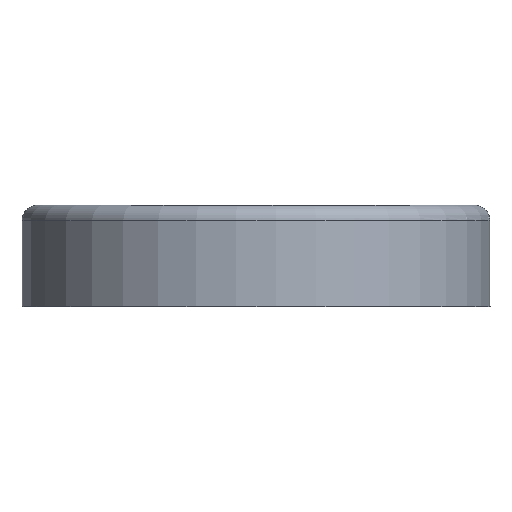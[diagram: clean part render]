
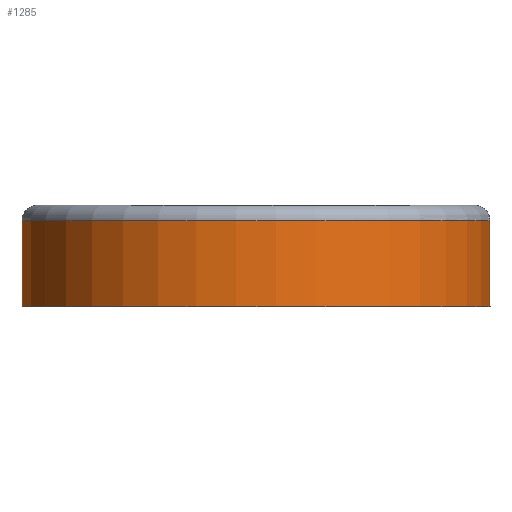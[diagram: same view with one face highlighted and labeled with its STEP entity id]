
A CAD part, left-side view. The second image highlights one B-rep face of the part: STEP entity #1285.
In plain terms, the highlighted cylindrical face has radius 15 mm (diameter 30 mm), a partial arc.
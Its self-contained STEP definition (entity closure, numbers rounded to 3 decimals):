
#105 = TOROIDAL_SURFACE('',#106,14.,1.);
#106 = AXIS2_PLACEMENT_3D('',#107,#108,#109);
#107 = CARTESIAN_POINT('',(-15.,-4.,5.5));
#108 = DIRECTION('',(-0.,-0.,-1.));
#109 = DIRECTION('',(0.395,-0.919,0.));
#456 = VERTEX_POINT('',#457);
#457 = CARTESIAN_POINT('',(-9.081,9.783,5.5));
#491 = PLANE('',#492);
#492 = AXIS2_PLACEMENT_3D('',#493,#494,#495);
#493 = CARTESIAN_POINT('',(8.266,3.,0.));
#494 = DIRECTION('',(0.364,0.931,0.));
#495 = DIRECTION('',(0.,0.,1.));
#571 = VERTEX_POINT('',#572);
#572 = CARTESIAN_POINT('',(-9.081,-17.783,5.5));
#594 = EDGE_CURVE('',#571,#456,#595,.T.);
#595 = SURFACE_CURVE('',#596,(#601,#608),.PCURVE_S1.);
#596 = CIRCLE('',#597,15.);
#597 = AXIS2_PLACEMENT_3D('',#598,#599,#600);
#598 = CARTESIAN_POINT('',(-15.,-4.,5.5));
#599 = DIRECTION('',(0.,-0.,-1.));
#600 = DIRECTION('',(0.395,-0.919,0.));
#601 = PCURVE('',#105,#602);
#602 = DEFINITIONAL_REPRESENTATION('',(#603),#607);
#603 = LINE('',#604,#605);
#604 = CARTESIAN_POINT('',(0.,6.283));
#605 = VECTOR('',#606,1.);
#606 = DIRECTION('',(1.,0.));
#607 = ( GEOMETRIC_REPRESENTATION_CONTEXT(2) 
PARAMETRIC_REPRESENTATION_CONTEXT() REPRESENTATION_CONTEXT('2D SPACE',''
  ) );
#608 = PCURVE('',#609,#614);
#609 = CYLINDRICAL_SURFACE('',#610,15.);
#610 = AXIS2_PLACEMENT_3D('',#611,#612,#613);
#611 = CARTESIAN_POINT('',(-15.,-4.,0.));
#612 = DIRECTION('',(-0.,-0.,-1.));
#613 = DIRECTION('',(1.,0.,0.));
#614 = DEFINITIONAL_REPRESENTATION('',(#615),#619);
#615 = LINE('',#616,#617);
#616 = CARTESIAN_POINT('',(-5.118,-5.5));
#617 = VECTOR('',#618,1.);
#618 = DIRECTION('',(1.,-0.));
#619 = ( GEOMETRIC_REPRESENTATION_CONTEXT(2) 
PARAMETRIC_REPRESENTATION_CONTEXT() REPRESENTATION_CONTEXT('2D SPACE',''
  ) );
#771 = PLANE('',#772);
#772 = AXIS2_PLACEMENT_3D('',#773,#774,#775);
#773 = CARTESIAN_POINT('',(8.266,-11.,0.));
#774 = DIRECTION('',(-0.364,0.931,0.));
#775 = DIRECTION('',(0.,0.,1.));
#1203 = PLANE('',#1204);
#1204 = AXIS2_PLACEMENT_3D('',#1205,#1206,#1207);
#1205 = CARTESIAN_POINT('',(1.565,-4.,0.));
#1206 = DIRECTION('',(0.,0.,1.));
#1207 = DIRECTION('',(1.,0.,0.));
#1240 = EDGE_CURVE('',#1241,#456,#1243,.T.);
#1241 = VERTEX_POINT('',#1242);
#1242 = CARTESIAN_POINT('',(-9.081,9.783,0.));
#1243 = SURFACE_CURVE('',#1244,(#1248,#1255),.PCURVE_S1.);
#1244 = LINE('',#1245,#1246);
#1245 = CARTESIAN_POINT('',(-9.081,9.783,0.));
#1246 = VECTOR('',#1247,1.);
#1247 = DIRECTION('',(0.,0.,1.));
#1248 = PCURVE('',#491,#1249);
#1249 = DEFINITIONAL_REPRESENTATION('',(#1250),#1254);
#1250 = LINE('',#1251,#1252);
#1251 = CARTESIAN_POINT('',(0.,-18.627));
#1252 = VECTOR('',#1253,1.);
#1253 = DIRECTION('',(1.,0.));
#1254 = ( GEOMETRIC_REPRESENTATION_CONTEXT(2) 
PARAMETRIC_REPRESENTATION_CONTEXT() REPRESENTATION_CONTEXT('2D SPACE',''
  ) );
#1255 = PCURVE('',#609,#1256);
#1256 = DEFINITIONAL_REPRESENTATION('',(#1257),#1261);
#1257 = LINE('',#1258,#1259);
#1258 = CARTESIAN_POINT('',(-1.165,0.));
#1259 = VECTOR('',#1260,1.);
#1260 = DIRECTION('',(-0.,-1.));
#1261 = ( GEOMETRIC_REPRESENTATION_CONTEXT(2) 
PARAMETRIC_REPRESENTATION_CONTEXT() REPRESENTATION_CONTEXT('2D SPACE',''
  ) );
#1285 = ADVANCED_FACE('',(#1286),#609,.T.);
#1286 = FACE_BOUND('',#1287,.F.);
#1287 = EDGE_LOOP('',(#1288,#1289,#1290,#1313));
#1288 = ORIENTED_EDGE('',*,*,#1240,.T.);
#1289 = ORIENTED_EDGE('',*,*,#594,.F.);
#1290 = ORIENTED_EDGE('',*,*,#1291,.F.);
#1291 = EDGE_CURVE('',#1292,#571,#1294,.T.);
#1292 = VERTEX_POINT('',#1293);
#1293 = CARTESIAN_POINT('',(-9.081,-17.783,0.));
#1294 = SURFACE_CURVE('',#1295,(#1299,#1306),.PCURVE_S1.);
#1295 = LINE('',#1296,#1297);
#1296 = CARTESIAN_POINT('',(-9.081,-17.783,0.));
#1297 = VECTOR('',#1298,1.);
#1298 = DIRECTION('',(0.,0.,1.));
#1299 = PCURVE('',#609,#1300);
#1300 = DEFINITIONAL_REPRESENTATION('',(#1301),#1305);
#1301 = LINE('',#1302,#1303);
#1302 = CARTESIAN_POINT('',(-5.118,0.));
#1303 = VECTOR('',#1304,1.);
#1304 = DIRECTION('',(-0.,-1.));
#1305 = ( GEOMETRIC_REPRESENTATION_CONTEXT(2) 
PARAMETRIC_REPRESENTATION_CONTEXT() REPRESENTATION_CONTEXT('2D SPACE',''
  ) );
#1306 = PCURVE('',#771,#1307);
#1307 = DEFINITIONAL_REPRESENTATION('',(#1308),#1312);
#1308 = LINE('',#1309,#1310);
#1309 = CARTESIAN_POINT('',(0.,-18.627));
#1310 = VECTOR('',#1311,1.);
#1311 = DIRECTION('',(1.,0.));
#1312 = ( GEOMETRIC_REPRESENTATION_CONTEXT(2) 
PARAMETRIC_REPRESENTATION_CONTEXT() REPRESENTATION_CONTEXT('2D SPACE',''
  ) );
#1313 = ORIENTED_EDGE('',*,*,#1314,.F.);
#1314 = EDGE_CURVE('',#1241,#1292,#1315,.T.);
#1315 = SURFACE_CURVE('',#1316,(#1321,#1328),.PCURVE_S1.);
#1316 = CIRCLE('',#1317,15.);
#1317 = AXIS2_PLACEMENT_3D('',#1318,#1319,#1320);
#1318 = CARTESIAN_POINT('',(-15.,-4.,0.));
#1319 = DIRECTION('',(0.,0.,1.));
#1320 = DIRECTION('',(1.,0.,0.));
#1321 = PCURVE('',#609,#1322);
#1322 = DEFINITIONAL_REPRESENTATION('',(#1323),#1327);
#1323 = LINE('',#1324,#1325);
#1324 = CARTESIAN_POINT('',(-0.,0.));
#1325 = VECTOR('',#1326,1.);
#1326 = DIRECTION('',(-1.,0.));
#1327 = ( GEOMETRIC_REPRESENTATION_CONTEXT(2) 
PARAMETRIC_REPRESENTATION_CONTEXT() REPRESENTATION_CONTEXT('2D SPACE',''
  ) );
#1328 = PCURVE('',#1203,#1329);
#1329 = DEFINITIONAL_REPRESENTATION('',(#1330),#1334);
#1330 = CIRCLE('',#1331,15.);
#1331 = AXIS2_PLACEMENT_2D('',#1332,#1333);
#1332 = CARTESIAN_POINT('',(-16.565,0.));
#1333 = DIRECTION('',(1.,0.));
#1334 = ( GEOMETRIC_REPRESENTATION_CONTEXT(2) 
PARAMETRIC_REPRESENTATION_CONTEXT() REPRESENTATION_CONTEXT('2D SPACE',''
  ) );
